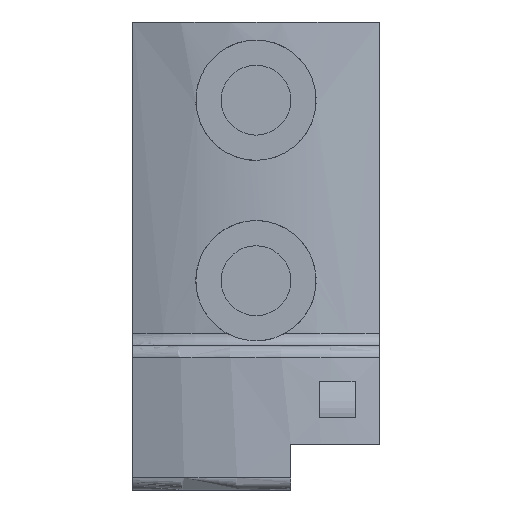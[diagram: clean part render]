
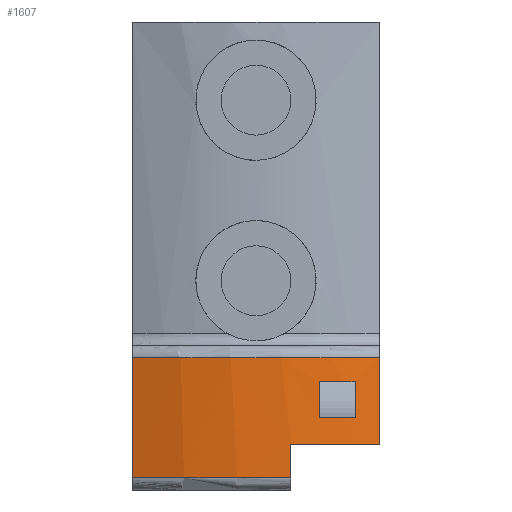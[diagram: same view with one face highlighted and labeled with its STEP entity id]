
A CAD part, front view. The second image highlights one B-rep face of the part: STEP entity #1607.
In plain terms, the highlighted cylindrical face has radius 27.069 mm (diameter 54.139 mm), a partial arc.
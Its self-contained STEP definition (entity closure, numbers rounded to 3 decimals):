
#11 = CARTESIAN_POINT ( 'NONE',  ( 0., -4.075, 9. ) ) ;
#19 = EDGE_CURVE ( 'NONE', #1967, #1266, #1050, .T. ) ;
#43 = DIRECTION ( 'NONE',  ( 1., 0., 0. ) ) ;
#78 = CARTESIAN_POINT ( 'NONE',  ( 5.25, -30.63, 6. ) ) ;
#93 = AXIS2_PLACEMENT_3D ( 'NONE', #612, #724, #198 ) ;
#100 = CARTESIAN_POINT ( 'NONE',  ( 8.25, -29.857, 12. ) ) ;
#101 = VERTEX_POINT ( 'NONE', #667 ) ;
#162 = AXIS2_PLACEMENT_3D ( 'NONE', #1904, #1406, #2103 ) ;
#198 = DIRECTION ( 'NONE',  ( 1., 0., 0. ) ) ;
#247 = VECTOR ( 'NONE', #1027, 1000. ) ;
#273 = VECTOR ( 'NONE', #2228, 1000. ) ;
#291 = VERTEX_POINT ( 'NONE', #896 ) ;
#292 = EDGE_CURVE ( 'NONE', #291, #2023, #2210, .T. ) ;
#308 = CARTESIAN_POINT ( 'NONE',  ( 2.9, -30.989, 1. ) ) ;
#389 = EDGE_LOOP ( 'NONE', ( #842, #662, #1687, #647 ) ) ;
#411 = CIRCLE ( 'NONE', #531, 27.069 ) ;
#456 = EDGE_LOOP ( 'NONE', ( #473, #1674, #1909, #710, #1384, #1516 ) ) ;
#473 = ORIENTED_EDGE ( 'NONE', *, *, #19, .F. ) ;
#502 = AXIS2_PLACEMENT_3D ( 'NONE', #1597, #524, #1407 ) ;
#517 = CYLINDRICAL_SURFACE ( 'NONE', #162, 27.069 ) ;
#524 = DIRECTION ( 'NONE',  ( 0., 0., -1. ) ) ;
#526 = EDGE_CURVE ( 'NONE', #101, #597, #570, .T. ) ;
#531 = AXIS2_PLACEMENT_3D ( 'NONE', #1841, #659, #1019 ) ;
#570 = CIRCLE ( 'NONE', #502, 27.069 ) ;
#597 = VERTEX_POINT ( 'NONE', #78 ) ;
#606 = CARTESIAN_POINT ( 'NONE',  ( -10.25, -29.129, 11. ) ) ;
#612 = CARTESIAN_POINT ( 'NONE',  ( 0., -4.075, 1. ) ) ;
#618 = DIRECTION ( 'NONE',  ( 0., 0., -1. ) ) ;
#647 = ORIENTED_EDGE ( 'NONE', *, *, #1676, .T. ) ;
#659 = DIRECTION ( 'NONE',  ( 0., 0., -1. ) ) ;
#662 = ORIENTED_EDGE ( 'NONE', *, *, #856, .T. ) ;
#667 = CARTESIAN_POINT ( 'NONE',  ( 8.25, -29.857, 6. ) ) ;
#710 = ORIENTED_EDGE ( 'NONE', *, *, #292, .T. ) ;
#724 = DIRECTION ( 'NONE',  ( 0., 0., 1. ) ) ;
#740 = CARTESIAN_POINT ( 'NONE',  ( 8.25, -29.857, 9. ) ) ;
#761 = EDGE_CURVE ( 'NONE', #2023, #1258, #1165, .T. ) ;
#773 = CARTESIAN_POINT ( 'NONE',  ( 10.25, -29.129, 12. ) ) ;
#842 = ORIENTED_EDGE ( 'NONE', *, *, #526, .T. ) ;
#856 = EDGE_CURVE ( 'NONE', #597, #1037, #2001, .T. ) ;
#879 = VECTOR ( 'NONE', #2123, 1000. ) ;
#896 = CARTESIAN_POINT ( 'NONE',  ( 10.25, -29.129, 11. ) ) ;
#899 = DIRECTION ( 'NONE',  ( 0., 0., -1. ) ) ;
#906 = CARTESIAN_POINT ( 'NONE',  ( 2.9, -30.989, 3.8 ) ) ;
#914 = FACE_BOUND ( 'NONE', #389, .T. ) ;
#994 = VECTOR ( 'NONE', #618, 1000. ) ;
#1019 = DIRECTION ( 'NONE',  ( -1., 0., 0. ) ) ;
#1027 = DIRECTION ( 'NONE',  ( 0., 0., -1. ) ) ;
#1036 = AXIS2_PLACEMENT_3D ( 'NONE', #11, #1260, #43 ) ;
#1037 = VERTEX_POINT ( 'NONE', #1093 ) ;
#1048 = CARTESIAN_POINT ( 'NONE',  ( 5.25, -30.63, 12. ) ) ;
#1050 = LINE ( 'NONE', #1359, #994 ) ;
#1057 = LINE ( 'NONE', #100, #1887 ) ;
#1093 = CARTESIAN_POINT ( 'NONE',  ( 5.25, -30.63, 9. ) ) ;
#1115 = AXIS2_PLACEMENT_3D ( 'NONE', #1152, #2148, #1488 ) ;
#1152 = CARTESIAN_POINT ( 'NONE',  ( 0., -4.075, 11. ) ) ;
#1165 = LINE ( 'NONE', #2036, #247 ) ;
#1247 = VERTEX_POINT ( 'NONE', #2233 ) ;
#1258 = VERTEX_POINT ( 'NONE', #2040 ) ;
#1260 = DIRECTION ( 'NONE',  ( 0., 0., 1. ) ) ;
#1266 = VERTEX_POINT ( 'NONE', #308 ) ;
#1359 = CARTESIAN_POINT ( 'NONE',  ( 2.9, -30.989, 12. ) ) ;
#1384 = ORIENTED_EDGE ( 'NONE', *, *, #761, .T. ) ;
#1406 = DIRECTION ( 'NONE',  ( 0., 0., -1. ) ) ;
#1407 = DIRECTION ( 'NONE',  ( -1., 0., 0. ) ) ;
#1408 = EDGE_CURVE ( 'NONE', #1247, #1967, #411, .T. ) ;
#1488 = DIRECTION ( 'NONE',  ( 1., 0., 0. ) ) ;
#1516 = ORIENTED_EDGE ( 'NONE', *, *, #1798, .T. ) ;
#1525 = EDGE_CURVE ( 'NONE', #291, #1247, #1706, .T. ) ;
#1573 = CIRCLE ( 'NONE', #1036, 27.069 ) ;
#1597 = CARTESIAN_POINT ( 'NONE',  ( 0., -4.075, 6. ) ) ;
#1607 = ADVANCED_FACE ( 'NONE', ( #914, #2117 ), #517, .T. ) ;
#1674 = ORIENTED_EDGE ( 'NONE', *, *, #1408, .F. ) ;
#1676 = EDGE_CURVE ( 'NONE', #1743, #101, #1057, .T. ) ;
#1687 = ORIENTED_EDGE ( 'NONE', *, *, #2094, .T. ) ;
#1706 = LINE ( 'NONE', #773, #879 ) ;
#1743 = VERTEX_POINT ( 'NONE', #740 ) ;
#1798 = EDGE_CURVE ( 'NONE', #1258, #1266, #1836, .T. ) ;
#1836 = CIRCLE ( 'NONE', #93, 27.069 ) ;
#1841 = CARTESIAN_POINT ( 'NONE',  ( 0., -4.075, 3.8 ) ) ;
#1887 = VECTOR ( 'NONE', #899, 1000. ) ;
#1904 = CARTESIAN_POINT ( 'NONE',  ( 0., -4.075, 12. ) ) ;
#1909 = ORIENTED_EDGE ( 'NONE', *, *, #1525, .F. ) ;
#1967 = VERTEX_POINT ( 'NONE', #906 ) ;
#2001 = LINE ( 'NONE', #1048, #273 ) ;
#2023 = VERTEX_POINT ( 'NONE', #606 ) ;
#2036 = CARTESIAN_POINT ( 'NONE',  ( -10.25, -29.129, 12. ) ) ;
#2040 = CARTESIAN_POINT ( 'NONE',  ( -10.25, -29.129, 1. ) ) ;
#2094 = EDGE_CURVE ( 'NONE', #1037, #1743, #1573, .T. ) ;
#2103 = DIRECTION ( 'NONE',  ( -1., 0., 0. ) ) ;
#2117 = FACE_OUTER_BOUND ( 'NONE', #456, .T. ) ;
#2123 = DIRECTION ( 'NONE',  ( 0., 0., -1. ) ) ;
#2148 = DIRECTION ( 'NONE',  ( 0., 0., -1. ) ) ;
#2210 = CIRCLE ( 'NONE', #1115, 27.069 ) ;
#2228 = DIRECTION ( 'NONE',  ( 0., 0., 1. ) ) ;
#2233 = CARTESIAN_POINT ( 'NONE',  ( 10.25, -29.129, 3.8 ) ) ;
